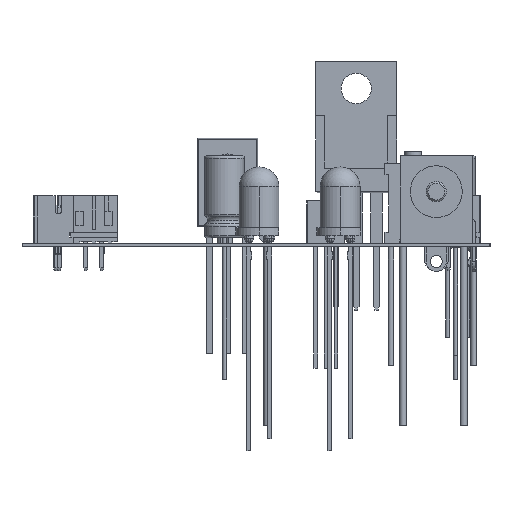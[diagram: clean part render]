
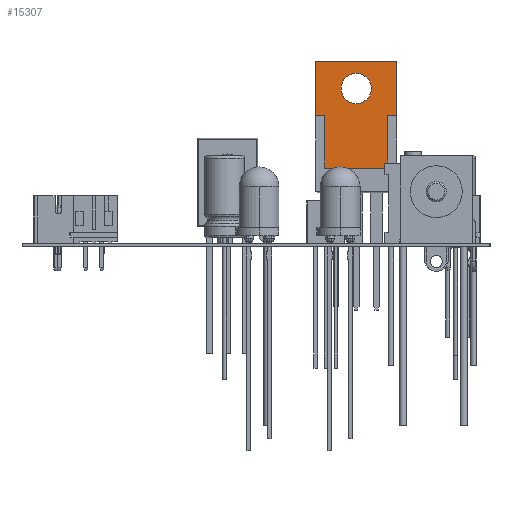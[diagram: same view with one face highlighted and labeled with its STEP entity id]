
A CAD part, left-side view. The second image highlights one B-rep face of the part: STEP entity #15307.
In plain terms, the highlighted face is planar.
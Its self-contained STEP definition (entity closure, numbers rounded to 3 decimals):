
#14996 = VERTEX_POINT('',#14997);
#14997 = CARTESIAN_POINT('',(1.898,19.43,-2.71));
#15015 = VERTEX_POINT('',#15016);
#15016 = CARTESIAN_POINT('',(-1.898,19.43,-2.71));
#15022 = EDGE_CURVE('',#15015,#14996,#15023,.T.);
#15023 = CIRCLE('',#15024,1.898);
#15024 = AXIS2_PLACEMENT_3D('',#15025,#15026,#15027);
#15025 = CARTESIAN_POINT('',(0.,19.43,-2.71));
#15026 = DIRECTION('',(0.,0.,1.));
#15027 = DIRECTION('',(1.,0.,-0.));
#15037 = EDGE_CURVE('',#15038,#15040,#15042,.T.);
#15038 = VERTEX_POINT('',#15039);
#15039 = CARTESIAN_POINT('',(5.08,22.86,-2.71));
#15040 = VERTEX_POINT('',#15041);
#15041 = CARTESIAN_POINT('',(5.08,16.,-2.71));
#15042 = LINE('',#15043,#15044);
#15043 = CARTESIAN_POINT('',(5.08,22.86,-2.71));
#15044 = VECTOR('',#15045,1.);
#15045 = DIRECTION('',(0.,-1.,0.));
#15077 = EDGE_CURVE('',#15078,#15038,#15080,.T.);
#15078 = VERTEX_POINT('',#15079);
#15079 = CARTESIAN_POINT('',(-5.08,22.86,-2.71));
#15080 = LINE('',#15081,#15082);
#15081 = CARTESIAN_POINT('',(5.08,22.86,-2.71));
#15082 = VECTOR('',#15083,1.);
#15083 = DIRECTION('',(1.,-0.,-0.));
#15108 = EDGE_CURVE('',#15109,#15078,#15111,.T.);
#15109 = VERTEX_POINT('',#15110);
#15110 = CARTESIAN_POINT('',(-5.08,16.,-2.71));
#15111 = LINE('',#15112,#15113);
#15112 = CARTESIAN_POINT('',(-5.08,22.86,-2.71));
#15113 = VECTOR('',#15114,1.);
#15114 = DIRECTION('',(-0.,1.,-0.));
#15139 = EDGE_CURVE('',#15140,#15109,#15142,.T.);
#15140 = VERTEX_POINT('',#15141);
#15141 = CARTESIAN_POINT('',(-3.938,16.,-2.71));
#15142 = LINE('',#15143,#15144);
#15143 = CARTESIAN_POINT('',(-3.938,16.,-2.71));
#15144 = VECTOR('',#15145,1.);
#15145 = DIRECTION('',(-1.,0.,0.));
#15170 = EDGE_CURVE('',#15171,#15140,#15173,.T.);
#15171 = VERTEX_POINT('',#15172);
#15172 = CARTESIAN_POINT('',(-3.938,9.46,-2.71));
#15173 = LINE('',#15174,#15175);
#15174 = CARTESIAN_POINT('',(-3.938,16.,-2.71));
#15175 = VECTOR('',#15176,1.);
#15176 = DIRECTION('',(0.,1.,-0.));
#15201 = EDGE_CURVE('',#15202,#15171,#15204,.T.);
#15202 = VERTEX_POINT('',#15203);
#15203 = CARTESIAN_POINT('',(3.938,9.46,-2.71));
#15204 = LINE('',#15205,#15206);
#15205 = CARTESIAN_POINT('',(3.938,9.46,-2.71));
#15206 = VECTOR('',#15207,1.);
#15207 = DIRECTION('',(-1.,0.,0.));
#15232 = EDGE_CURVE('',#15233,#15202,#15235,.T.);
#15233 = VERTEX_POINT('',#15234);
#15234 = CARTESIAN_POINT('',(3.938,16.,-2.71));
#15235 = LINE('',#15236,#15237);
#15236 = CARTESIAN_POINT('',(3.938,16.,-2.71));
#15237 = VECTOR('',#15238,1.);
#15238 = DIRECTION('',(0.,-1.,0.));
#15263 = EDGE_CURVE('',#15040,#15233,#15264,.T.);
#15264 = LINE('',#15265,#15266);
#15265 = CARTESIAN_POINT('',(5.08,16.,-2.71));
#15266 = VECTOR('',#15267,1.);
#15267 = DIRECTION('',(-1.,0.,0.));
#15307 = ADVANCED_FACE('',(#15308,#15318),#15328,.T.);
#15308 = FACE_BOUND('',#15309,.T.);
#15309 = EDGE_LOOP('',(#15310,#15317));
#15310 = ORIENTED_EDGE('',*,*,#15311,.T.);
#15311 = EDGE_CURVE('',#14996,#15015,#15312,.T.);
#15312 = CIRCLE('',#15313,1.898);
#15313 = AXIS2_PLACEMENT_3D('',#15314,#15315,#15316);
#15314 = CARTESIAN_POINT('',(0.,19.43,-2.71));
#15315 = DIRECTION('',(0.,0.,1.));
#15316 = DIRECTION('',(1.,0.,-0.));
#15317 = ORIENTED_EDGE('',*,*,#15022,.T.);
#15318 = FACE_BOUND('',#15319,.T.);
#15319 = EDGE_LOOP('',(#15320,#15321,#15322,#15323,#15324,#15325,#15326,
    #15327));
#15320 = ORIENTED_EDGE('',*,*,#15037,.T.);
#15321 = ORIENTED_EDGE('',*,*,#15263,.T.);
#15322 = ORIENTED_EDGE('',*,*,#15232,.T.);
#15323 = ORIENTED_EDGE('',*,*,#15201,.T.);
#15324 = ORIENTED_EDGE('',*,*,#15170,.T.);
#15325 = ORIENTED_EDGE('',*,*,#15139,.T.);
#15326 = ORIENTED_EDGE('',*,*,#15108,.T.);
#15327 = ORIENTED_EDGE('',*,*,#15077,.T.);
#15328 = PLANE('',#15329);
#15329 = AXIS2_PLACEMENT_3D('',#15330,#15331,#15332);
#15330 = CARTESIAN_POINT('',(0.,0.,-2.71));
#15331 = DIRECTION('',(0.,0.,-1.));
#15332 = DIRECTION('',(-1.,0.,0.));
